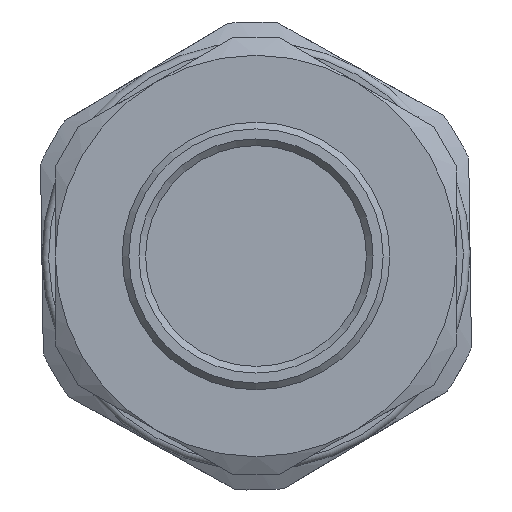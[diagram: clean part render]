
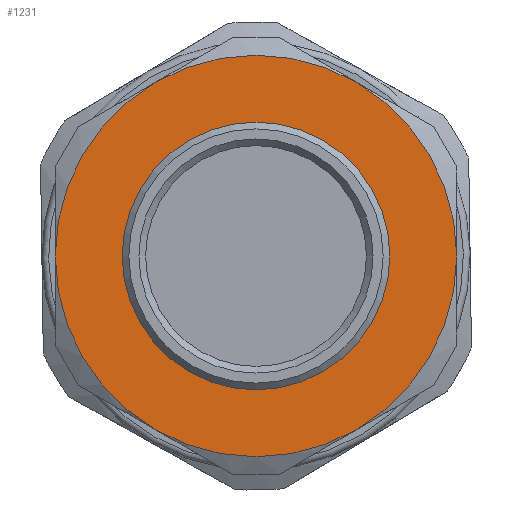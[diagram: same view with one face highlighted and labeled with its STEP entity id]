
A CAD part, front view. The second image highlights one B-rep face of the part: STEP entity #1231.
In plain terms, the highlighted planar face has unit normal (0, -1, 0).
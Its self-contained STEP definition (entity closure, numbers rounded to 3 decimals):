
#53=FACE_BOUND('',#433,.T.);
#359=FACE_OUTER_BOUND('',#432,.T.);
#432=EDGE_LOOP('',(#954,#955,#956,#957,#958,#959));
#433=EDGE_LOOP('',(#960));
#489=CIRCLE('',#1321,15.);
#490=CIRCLE('',#1323,15.);
#491=CIRCLE('',#1325,15.);
#492=CIRCLE('',#1327,15.);
#493=CIRCLE('',#1329,15.);
#494=CIRCLE('',#1331,15.);
#497=CIRCLE('',#1342,9.5);
#551=VERTEX_POINT('',#1812);
#557=VERTEX_POINT('',#1841);
#562=VERTEX_POINT('',#1868);
#567=VERTEX_POINT('',#1895);
#572=VERTEX_POINT('',#1922);
#577=VERTEX_POINT('',#1949);
#582=VERTEX_POINT('',#1997);
#709=EDGE_CURVE('',#572,#567,#489,.T.);
#710=EDGE_CURVE('',#577,#572,#490,.T.);
#711=EDGE_CURVE('',#551,#577,#491,.T.);
#712=EDGE_CURVE('',#557,#551,#492,.T.);
#713=EDGE_CURVE('',#562,#557,#493,.T.);
#714=EDGE_CURVE('',#567,#562,#494,.T.);
#718=EDGE_CURVE('',#582,#582,#497,.T.);
#954=ORIENTED_EDGE('',*,*,#709,.F.);
#955=ORIENTED_EDGE('',*,*,#710,.F.);
#956=ORIENTED_EDGE('',*,*,#711,.F.);
#957=ORIENTED_EDGE('',*,*,#712,.F.);
#958=ORIENTED_EDGE('',*,*,#713,.F.);
#959=ORIENTED_EDGE('',*,*,#714,.F.);
#960=ORIENTED_EDGE('',*,*,#718,.T.);
#1183=PLANE('',#1343);
#1231=ADVANCED_FACE('',(#359,#53),#1183,.T.);
#1321=AXIS2_PLACEMENT_3D('',#1973,#1511,#1512);
#1323=AXIS2_PLACEMENT_3D('',#1975,#1515,#1516);
#1325=AXIS2_PLACEMENT_3D('',#1977,#1519,#1520);
#1327=AXIS2_PLACEMENT_3D('',#1979,#1523,#1524);
#1329=AXIS2_PLACEMENT_3D('',#1981,#1527,#1528);
#1331=AXIS2_PLACEMENT_3D('',#1983,#1531,#1532);
#1342=AXIS2_PLACEMENT_3D('',#1998,#1554,#1555);
#1343=AXIS2_PLACEMENT_3D('',#2000,#1557,#1558);
#1511=DIRECTION('center_axis',(0.,1.,0.));
#1512=DIRECTION('ref_axis',(-1.,0.,0.));
#1515=DIRECTION('center_axis',(0.,1.,0.));
#1516=DIRECTION('ref_axis',(-1.,0.,0.));
#1519=DIRECTION('center_axis',(0.,1.,0.));
#1520=DIRECTION('ref_axis',(-1.,0.,0.));
#1523=DIRECTION('center_axis',(0.,1.,0.));
#1524=DIRECTION('ref_axis',(-1.,0.,0.));
#1527=DIRECTION('center_axis',(0.,1.,0.));
#1528=DIRECTION('ref_axis',(-1.,0.,0.));
#1531=DIRECTION('center_axis',(0.,1.,0.));
#1532=DIRECTION('ref_axis',(-1.,0.,0.));
#1554=DIRECTION('center_axis',(0.,1.,0.));
#1555=DIRECTION('ref_axis',(-1.,0.,0.));
#1557=DIRECTION('center_axis',(0.,-1.,0.));
#1558=DIRECTION('ref_axis',(0.,0.,-1.));
#1812=CARTESIAN_POINT('',(179.238,59.757,109.916));
#1841=CARTESIAN_POINT('',(186.738,59.757,122.906));
#1868=CARTESIAN_POINT('',(179.238,59.757,135.896));
#1895=CARTESIAN_POINT('',(164.238,59.757,135.896));
#1922=CARTESIAN_POINT('',(156.738,59.757,122.906));
#1949=CARTESIAN_POINT('',(164.238,59.757,109.916));
#1973=CARTESIAN_POINT('Origin',(171.738,59.757,122.906));
#1975=CARTESIAN_POINT('Origin',(171.738,59.757,122.906));
#1977=CARTESIAN_POINT('Origin',(171.738,59.757,122.906));
#1979=CARTESIAN_POINT('Origin',(171.738,59.757,122.906));
#1981=CARTESIAN_POINT('Origin',(171.738,59.757,122.906));
#1983=CARTESIAN_POINT('Origin',(171.738,59.757,122.906));
#1997=CARTESIAN_POINT('',(181.238,59.757,122.906));
#1998=CARTESIAN_POINT('Origin',(171.738,59.757,122.906));
#2000=CARTESIAN_POINT('Origin',(158.988,59.757,122.906));
